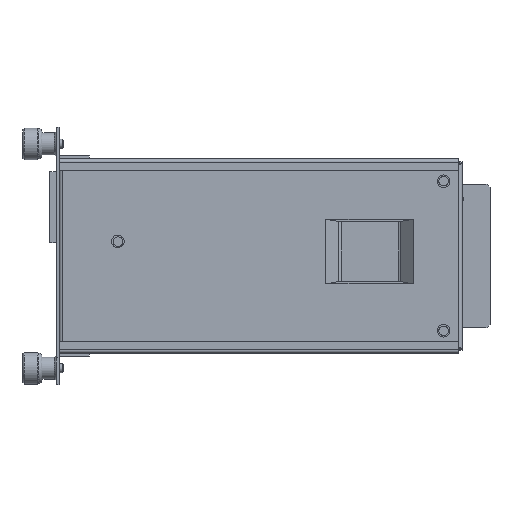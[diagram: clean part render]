
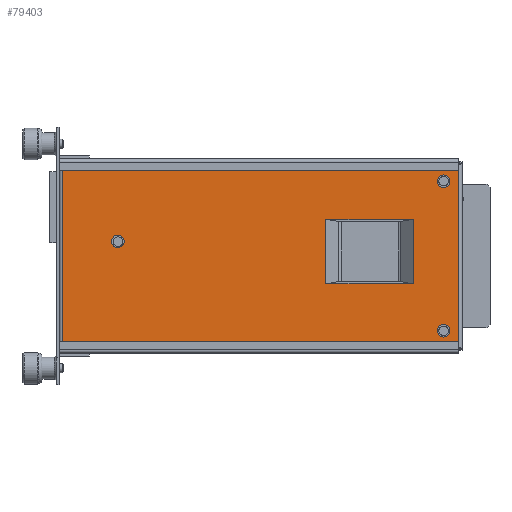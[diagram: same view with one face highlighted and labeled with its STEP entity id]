
A CAD part, front view. The second image highlights one B-rep face of the part: STEP entity #79403.
In plain terms, the highlighted face is planar.
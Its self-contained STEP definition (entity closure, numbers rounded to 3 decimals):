
#785 = PLANE ( 'NONE',  #2052 ) ;
#2052 = AXIS2_PLACEMENT_3D ( 'NONE', #47231, #79124, #65942 ) ;
#2198 = ORIENTED_EDGE ( 'NONE', *, *, #25799, .T. ) ;
#3339 = DIRECTION ( 'NONE',  ( 0., -1., 0. ) ) ;
#4520 = CARTESIAN_POINT ( 'NONE',  ( 86.703, 21.788, 1. ) ) ;
#4610 = VERTEX_POINT ( 'NONE', #4520 ) ;
#5427 = CARTESIAN_POINT ( 'NONE',  ( 56.903, -17.941, 1. ) ) ;
#6725 = VERTEX_POINT ( 'NONE', #74568 ) ;
#7324 = AXIS2_PLACEMENT_3D ( 'NONE', #27892, #53833, #67010 ) ;
#7465 = VERTEX_POINT ( 'NONE', #79921 ) ;
#8674 = ORIENTED_EDGE ( 'NONE', *, *, #39095, .T. ) ;
#8696 = ORIENTED_EDGE ( 'NONE', *, *, #9827, .T. ) ;
#9827 = EDGE_CURVE ( 'NONE', #12277, #56552, #74412, .T. ) ;
#12207 = LINE ( 'NONE', #83687, #17477 ) ;
#12277 = VERTEX_POINT ( 'NONE', #66936 ) ;
#12285 = VERTEX_POINT ( 'NONE', #80132 ) ;
#13628 = ORIENTED_EDGE ( 'NONE', *, *, #38642, .T. ) ;
#14102 = EDGE_CURVE ( 'NONE', #48543, #45459, #36446, .T. ) ;
#14339 = VECTOR ( 'NONE', #20275, 1000. ) ;
#14643 = EDGE_CURVE ( 'NONE', #6725, #7465, #12207, .T. ) ;
#15978 = AXIS2_PLACEMENT_3D ( 'NONE', #82912, #35724, #3339 ) ;
#17477 = VECTOR ( 'NONE', #84105, 1000. ) ;
#18828 = EDGE_LOOP ( 'NONE', ( #28118, #38718, #36524, #21527 ) ) ;
#19872 = EDGE_CURVE ( 'NONE', #66721, #61746, #60463, .T. ) ;
#20275 = DIRECTION ( 'NONE',  ( 0., 1., 0. ) ) ;
#21217 = FACE_BOUND ( 'NONE', #24223, .T. ) ;
#21527 = ORIENTED_EDGE ( 'NONE', *, *, #19872, .F. ) ;
#21688 = CARTESIAN_POINT ( 'NONE',  ( 56.903, 3.716, 1. ) ) ;
#24177 = LINE ( 'NONE', #50166, #57678 ) ;
#24223 = EDGE_LOOP ( 'NONE', ( #8696, #79582 ) ) ;
#25699 = CARTESIAN_POINT ( 'NONE',  ( 86.703, -39.012, 1. ) ) ;
#25799 = EDGE_CURVE ( 'NONE', #12285, #56901, #63893, .T. ) ;
#26037 = DIRECTION ( 'NONE',  ( 0., -1., 0. ) ) ;
#26133 = EDGE_CURVE ( 'NONE', #45459, #48543, #64072, .T. ) ;
#26225 = VECTOR ( 'NONE', #35766, 1000. ) ;
#27295 = CARTESIAN_POINT ( 'NONE',  ( -27.297, -3.712, 1. ) ) ;
#27398 = AXIS2_PLACEMENT_3D ( 'NONE', #67057, #41119, #54735 ) ;
#27890 = LINE ( 'NONE', #53830, #62502 ) ;
#27892 = CARTESIAN_POINT ( 'NONE',  ( 81.603, 16.388, 1. ) ) ;
#28118 = ORIENTED_EDGE ( 'NONE', *, *, #61652, .F. ) ;
#28234 = CIRCLE ( 'NONE', #15978, 2.1 ) ;
#28732 = EDGE_CURVE ( 'NONE', #4610, #6725, #27890, .T. ) ;
#29627 = VERTEX_POINT ( 'NONE', #46309 ) ;
#30160 = VECTOR ( 'NONE', #47690, 1000. ) ;
#30161 = DIRECTION ( 'NONE',  ( 0., 1., 0. ) ) ;
#34481 = ORIENTED_EDGE ( 'NONE', *, *, #47861, .T. ) ;
#35724 = DIRECTION ( 'NONE',  ( 0., 0., -1. ) ) ;
#35766 = DIRECTION ( 'NONE',  ( 1., 0., 0. ) ) ;
#36217 = CARTESIAN_POINT ( 'NONE',  ( 86.703, 22.888, 1. ) ) ;
#36446 = CIRCLE ( 'NONE', #43275, 2.1 ) ;
#36524 = ORIENTED_EDGE ( 'NONE', *, *, #40550, .T. ) ;
#37030 = DIRECTION ( 'NONE',  ( 0., -1., 0. ) ) ;
#37941 = DIRECTION ( 'NONE',  ( 0., 0., -1. ) ) ;
#38642 = EDGE_CURVE ( 'NONE', #57797, #4610, #42631, .T. ) ;
#38718 = ORIENTED_EDGE ( 'NONE', *, *, #39105, .T. ) ;
#39095 = EDGE_CURVE ( 'NONE', #56901, #12285, #28234, .T. ) ;
#39105 = EDGE_CURVE ( 'NONE', #29627, #58922, #47442, .T. ) ;
#39162 = FACE_OUTER_BOUND ( 'NONE', #42144, .T. ) ;
#40550 = EDGE_CURVE ( 'NONE', #58922, #61746, #54339, .T. ) ;
#41119 = DIRECTION ( 'NONE',  ( 0., 0., -1. ) ) ;
#41846 = EDGE_CURVE ( 'NONE', #56552, #12277, #82085, .T. ) ;
#42104 = EDGE_LOOP ( 'NONE', ( #50613, #74275 ) ) ;
#42144 = EDGE_LOOP ( 'NONE', ( #66763, #34481, #13628, #77139 ) ) ;
#42146 = CARTESIAN_POINT ( 'NONE',  ( -45.797, -39.012, 1. ) ) ;
#42631 = LINE ( 'NONE', #36217, #77031 ) ;
#43275 = AXIS2_PLACEMENT_3D ( 'NONE', #62122, #75305, #37030 ) ;
#45459 = VERTEX_POINT ( 'NONE', #72969 ) ;
#45561 = FACE_BOUND ( 'NONE', #42104, .T. ) ;
#45866 = CARTESIAN_POINT ( 'NONE',  ( 42.203, 3.716, 1. ) ) ;
#46309 = CARTESIAN_POINT ( 'NONE',  ( 71.603, -17.941, 1. ) ) ;
#46608 = DIRECTION ( 'NONE',  ( -1., 0., 0. ) ) ;
#46808 = FACE_BOUND ( 'NONE', #18828, .T. ) ;
#47231 = CARTESIAN_POINT ( 'NONE',  ( -45.797, -40.112, 1. ) ) ;
#47442 = LINE ( 'NONE', #5427, #77148 ) ;
#47535 = CARTESIAN_POINT ( 'NONE',  ( 42.203, -7.112, 1. ) ) ;
#47690 = DIRECTION ( 'NONE',  ( -1., 0., 0. ) ) ;
#47861 = EDGE_CURVE ( 'NONE', #7465, #57797, #69349, .T. ) ;
#48543 = VERTEX_POINT ( 'NONE', #78103 ) ;
#48619 = AXIS2_PLACEMENT_3D ( 'NONE', #50288, #37941, #51524 ) ;
#50166 = CARTESIAN_POINT ( 'NONE',  ( 71.603, -7.112, 1. ) ) ;
#50288 = CARTESIAN_POINT ( 'NONE',  ( 81.603, 16.388, 1. ) ) ;
#50613 = ORIENTED_EDGE ( 'NONE', *, *, #26133, .T. ) ;
#51524 = DIRECTION ( 'NONE',  ( 0., -1., 0. ) ) ;
#53235 = CARTESIAN_POINT ( 'NONE',  ( 71.603, 3.716, 1. ) ) ;
#53830 = CARTESIAN_POINT ( 'NONE',  ( 86.703, 21.788, 1. ) ) ;
#53833 = DIRECTION ( 'NONE',  ( 0., 0., -1. ) ) ;
#54339 = LINE ( 'NONE', #47535, #14339 ) ;
#54735 = DIRECTION ( 'NONE',  ( 0., -1., 0. ) ) ;
#55515 = DIRECTION ( 'NONE',  ( -1., 0., 0. ) ) ;
#56552 = VERTEX_POINT ( 'NONE', #64822 ) ;
#56901 = VERTEX_POINT ( 'NONE', #74470 ) ;
#57678 = VECTOR ( 'NONE', #30161, 1000. ) ;
#57797 = VERTEX_POINT ( 'NONE', #25699 ) ;
#58922 = VERTEX_POINT ( 'NONE', #83187 ) ;
#60463 = LINE ( 'NONE', #21688, #30160 ) ;
#61351 = AXIS2_PLACEMENT_3D ( 'NONE', #27295, #65169, #26037 ) ;
#61652 = EDGE_CURVE ( 'NONE', #29627, #66721, #24177, .T. ) ;
#61746 = VERTEX_POINT ( 'NONE', #45866 ) ;
#62122 = CARTESIAN_POINT ( 'NONE',  ( 81.603, -33.612, 1. ) ) ;
#62502 = VECTOR ( 'NONE', #55515, 1000. ) ;
#63893 = CIRCLE ( 'NONE', #61351, 2.1 ) ;
#64072 = CIRCLE ( 'NONE', #27398, 2.1 ) ;
#64822 = CARTESIAN_POINT ( 'NONE',  ( 81.603, 14.288, 1. ) ) ;
#65169 = DIRECTION ( 'NONE',  ( 0., 0., -1. ) ) ;
#65942 = DIRECTION ( 'NONE',  ( 1., 0., 0. ) ) ;
#66721 = VERTEX_POINT ( 'NONE', #53235 ) ;
#66763 = ORIENTED_EDGE ( 'NONE', *, *, #14643, .T. ) ;
#66936 = CARTESIAN_POINT ( 'NONE',  ( 81.603, 18.488, 1. ) ) ;
#67010 = DIRECTION ( 'NONE',  ( 0., -1., 0. ) ) ;
#67057 = CARTESIAN_POINT ( 'NONE',  ( 81.603, -33.612, 1. ) ) ;
#68242 = EDGE_LOOP ( 'NONE', ( #2198, #8674 ) ) ;
#69349 = LINE ( 'NONE', #42146, #26225 ) ;
#72969 = CARTESIAN_POINT ( 'NONE',  ( 81.603, -31.512, 1. ) ) ;
#74275 = ORIENTED_EDGE ( 'NONE', *, *, #14102, .T. ) ;
#74412 = CIRCLE ( 'NONE', #48619, 2.1 ) ;
#74470 = CARTESIAN_POINT ( 'NONE',  ( -27.297, -5.812, 1. ) ) ;
#74568 = CARTESIAN_POINT ( 'NONE',  ( -45.797, 21.788, 1. ) ) ;
#75305 = DIRECTION ( 'NONE',  ( 0., 0., -1. ) ) ;
#77031 = VECTOR ( 'NONE', #82172, 1000. ) ;
#77139 = ORIENTED_EDGE ( 'NONE', *, *, #28732, .T. ) ;
#77148 = VECTOR ( 'NONE', #46608, 1000. ) ;
#77862 = FACE_BOUND ( 'NONE', #68242, .T. ) ;
#78103 = CARTESIAN_POINT ( 'NONE',  ( 81.603, -35.712, 1. ) ) ;
#79124 = DIRECTION ( 'NONE',  ( 0., 0., 1. ) ) ;
#79403 = ADVANCED_FACE ( 'NONE', ( #46808, #77862, #21217, #45561, #39162 ), #785, .T. ) ;
#79582 = ORIENTED_EDGE ( 'NONE', *, *, #41846, .T. ) ;
#79921 = CARTESIAN_POINT ( 'NONE',  ( -45.797, -39.012, 1. ) ) ;
#80132 = CARTESIAN_POINT ( 'NONE',  ( -27.297, -1.612, 1. ) ) ;
#82085 = CIRCLE ( 'NONE', #7324, 2.1 ) ;
#82172 = DIRECTION ( 'NONE',  ( 0., 1., 0. ) ) ;
#82912 = CARTESIAN_POINT ( 'NONE',  ( -27.297, -3.712, 1. ) ) ;
#83187 = CARTESIAN_POINT ( 'NONE',  ( 42.203, -17.941, 1. ) ) ;
#83687 = CARTESIAN_POINT ( 'NONE',  ( -45.797, 22.888, 1. ) ) ;
#84105 = DIRECTION ( 'NONE',  ( 0., -1., 0. ) ) ;
